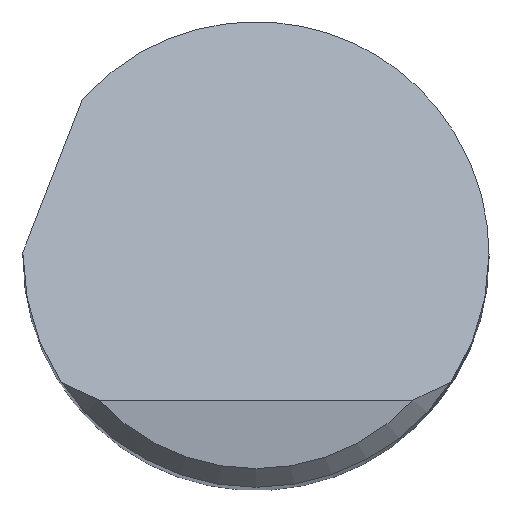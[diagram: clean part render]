
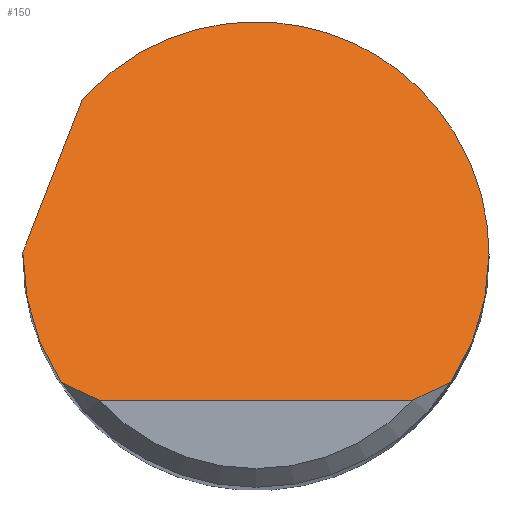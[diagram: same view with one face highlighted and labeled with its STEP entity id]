
A CAD part, top view. The second image highlights one B-rep face of the part: STEP entity #150.
In plain terms, the highlighted planar face has unit normal (0, 0.707, 0.707).
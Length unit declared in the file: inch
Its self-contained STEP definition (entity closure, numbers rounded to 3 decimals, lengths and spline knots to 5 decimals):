
#2 = CARTESIAN_POINT ( 'NONE',  ( -0.1875, 0., 1.8825 ) ) ;
#12 = DIRECTION ( 'NONE',  ( 0., 0.707, -0.707 ) ) ;
#17 = B_SPLINE_CURVE_WITH_KNOTS ( 'NONE', 3,
 ( #102, #807, #739, #89 ),
 .UNSPECIFIED., .F., .F.,
 ( 4, 4 ),
 ( 0., 0.00095 ),
 .UNSPECIFIED. ) ;
#22 = ORIENTED_EDGE ( 'NONE', *, *, #511, .T. ) ;
#25 = CARTESIAN_POINT ( 'NONE',  ( 0.157, -0.1025, 1.985 ) ) ;
#28 = VECTOR ( 'NONE', #651, 39.37008 ) ;
#56 = CARTESIAN_POINT ( 'NONE',  ( -0.14711, -0.10785, 1.99035 ) ) ;
#77 = FACE_OUTER_BOUND ( 'NONE', #674, .T. ) ;
#82 =( BOUNDED_CURVE ( )  B_SPLINE_CURVE ( 3, ( #803, #285, #406, #421 ),
 .UNSPECIFIED., .F., .F. ) 
 B_SPLINE_CURVE_WITH_KNOTS ( ( 4, 4 ),
 ( 4.13401, 4.71239 ),
 .UNSPECIFIED. ) 
 CURVE ( )  GEOMETRIC_REPRESENTATION_ITEM ( )  RATIONAL_B_SPLINE_CURVE ( ( 1., 0.972, 0.972, 1. ) ) 
 REPRESENTATION_ITEM ( '' )  );
#88 = CARTESIAN_POINT ( 'NONE',  ( 0.1875, -0.03666, 1.91916 ) ) ;
#89 = CARTESIAN_POINT ( 'NONE',  ( 0.157, -0.1025, 1.985 ) ) ;
#90 = EDGE_CURVE ( 'NONE', #788, #212, #166, .T. ) ;
#102 = CARTESIAN_POINT ( 'NONE',  ( 0.12629, -0.1175, 2. ) ) ;
#142 = B_SPLINE_CURVE_WITH_KNOTS ( 'NONE', 3,
 ( #636, #56, #563, #559 ),
 .UNSPECIFIED., .F., .F.,
 ( 4, 4 ),
 ( 0., 0.00095 ),
 .UNSPECIFIED. ) ;
#150 = ADVANCED_FACE ( 'NONE', ( #77 ), #592, .F. ) ;
#166 =( BOUNDED_CURVE ( )  B_SPLINE_CURVE ( 3, ( #2, #703, #186, #715 ),
 .UNSPECIFIED., .F., .F. ) 
 B_SPLINE_CURVE_WITH_KNOTS ( ( 4, 4 ),
 ( 4.71239, 4.72306 ),
 .UNSPECIFIED. ) 
 CURVE ( )  GEOMETRIC_REPRESENTATION_ITEM ( )  RATIONAL_B_SPLINE_CURVE ( ( 1., 1., 1., 1. ) ) 
 REPRESENTATION_ITEM ( '' )  );
#176 = AXIS2_PLACEMENT_3D ( 'NONE', #213, #601, #12 ) ;
#186 = CARTESIAN_POINT ( 'NONE',  ( -0.1875, 0.00133, 1.88117 ) ) ;
#203 = CARTESIAN_POINT ( 'NONE',  ( 0.157, -0.1025, 1.985 ) ) ;
#208 = LINE ( 'NONE', #535, #662 ) ;
#212 = VERTEX_POINT ( 'NONE', #521 ) ;
#213 = CARTESIAN_POINT ( 'NONE',  ( -0.1875, -0.1175, 2. ) ) ;
#217 = VERTEX_POINT ( 'NONE', #203 ) ;
#223 = CARTESIAN_POINT ( 'NONE',  ( -0.12629, -0.1175, 2. ) ) ;
#256 = CARTESIAN_POINT ( 'NONE',  ( 0.1875, 0., 1.8825 ) ) ;
#285 = CARTESIAN_POINT ( 'NONE',  ( -0.17704, -0.0718, 1.9543 ) ) ;
#311 = EDGE_CURVE ( 'NONE', #760, #505, #381, .T. ) ;
#326 = CARTESIAN_POINT ( 'NONE',  ( 0.1875, 0.20437, 1.67813 ) ) ;
#335 = CARTESIAN_POINT ( 'NONE',  ( 0.17704, -0.0718, 1.9543 ) ) ;
#346 = EDGE_CURVE ( 'NONE', #736, #788, #82, .T. ) ;
#372 = CARTESIAN_POINT ( 'NONE',  ( 0.12629, -0.1175, 2. ) ) ;
#375 = EDGE_CURVE ( 'NONE', #505, #217, #17, .T. ) ;
#381 = LINE ( 'NONE', #387, #28 ) ;
#387 = CARTESIAN_POINT ( 'NONE',  ( 0., -0.1175, 2. ) ) ;
#404 = ORIENTED_EDGE ( 'NONE', *, *, #375, .T. ) ;
#406 = CARTESIAN_POINT ( 'NONE',  ( -0.1875, -0.03666, 1.91916 ) ) ;
#419 = CARTESIAN_POINT ( 'NONE',  ( -0.13971, 0.12505, 1.75745 ) ) ;
#421 = CARTESIAN_POINT ( 'NONE',  ( -0.1875, 0., 1.8825 ) ) ;
#433 = VERTEX_POINT ( 'NONE', #759 ) ;
#440 = CARTESIAN_POINT ( 'NONE',  ( -0.1875, 0., 1.8825 ) ) ;
#466 = ORIENTED_EDGE ( 'NONE', *, *, #90, .F. ) ;
#477 = CARTESIAN_POINT ( 'NONE',  ( -0.157, -0.1025, 1.985 ) ) ;
#505 = VERTEX_POINT ( 'NONE', #372 ) ;
#511 = EDGE_CURVE ( 'NONE', #736, #760, #142, .T. ) ;
#520 = ORIENTED_EDGE ( 'NONE', *, *, #346, .F. ) ;
#521 = CARTESIAN_POINT ( 'NONE',  ( -0.18749, 0.002, 1.8805 ) ) ;
#535 = CARTESIAN_POINT ( 'NONE',  ( -0.23064, -0.10912, 1.99162 ) ) ;
#559 = CARTESIAN_POINT ( 'NONE',  ( -0.12629, -0.1175, 2. ) ) ;
#563 = CARTESIAN_POINT ( 'NONE',  ( -0.1369, -0.11288, 1.99538 ) ) ;
#577 = EDGE_CURVE ( 'NONE', #668, #433, #747, .T. ) ;
#592 = PLANE ( 'NONE',  #176 ) ;
#599 = ORIENTED_EDGE ( 'NONE', *, *, #311, .T. ) ;
#601 = DIRECTION ( 'NONE',  ( 0., -0.707, -0.707 ) ) ;
#636 = CARTESIAN_POINT ( 'NONE',  ( -0.157, -0.1025, 1.985 ) ) ;
#651 = DIRECTION ( 'NONE',  ( 1., 0., 0. ) ) ;
#652 = EDGE_CURVE ( 'NONE', #212, #668, #208, .T. ) ;
#655 = CARTESIAN_POINT ( 'NONE',  ( -0.13971, 0.12505, 1.75745 ) ) ;
#662 = VECTOR ( 'NONE', #733, 39.37008 ) ;
#668 = VERTEX_POINT ( 'NONE', #419 ) ;
#671 = CARTESIAN_POINT ( 'NONE',  ( 0.1875, 0., 1.8825 ) ) ;
#674 = EDGE_LOOP ( 'NONE', ( #599, #404, #777, #805, #781, #466, #520, #22 ) ) ;
#703 = CARTESIAN_POINT ( 'NONE',  ( -0.1875, 0.00067, 1.88183 ) ) ;
#715 = CARTESIAN_POINT ( 'NONE',  ( -0.18749, 0.002, 1.8805 ) ) ;
#730 = EDGE_CURVE ( 'NONE', #433, #217, #831, .T. ) ;
#733 = DIRECTION ( 'NONE',  ( 0.265, 0.682, -0.682 ) ) ;
#736 = VERTEX_POINT ( 'NONE', #477 ) ;
#739 = CARTESIAN_POINT ( 'NONE',  ( 0.14711, -0.10785, 1.99035 ) ) ;
#747 =( BOUNDED_CURVE ( )  B_SPLINE_CURVE ( 3, ( #655, #778, #326, #256 ),
 .UNSPECIFIED., .F., .T. ) 
 B_SPLINE_CURVE_WITH_KNOTS ( ( 4, 4 ),
 ( 5.44247, 7.85398 ),
 .UNSPECIFIED. ) 
 CURVE ( )  GEOMETRIC_REPRESENTATION_ITEM ( )  RATIONAL_B_SPLINE_CURVE ( ( 1., 0.571, 0.571, 1. ) ) 
 REPRESENTATION_ITEM ( '' )  );
#759 = CARTESIAN_POINT ( 'NONE',  ( 0.1875, 0., 1.8825 ) ) ;
#760 = VERTEX_POINT ( 'NONE', #223 ) ;
#777 = ORIENTED_EDGE ( 'NONE', *, *, #730, .F. ) ;
#778 = CARTESIAN_POINT ( 'NONE',  ( -0.00341, 0.27733, 1.60517 ) ) ;
#781 = ORIENTED_EDGE ( 'NONE', *, *, #652, .F. ) ;
#788 = VERTEX_POINT ( 'NONE', #440 ) ;
#803 = CARTESIAN_POINT ( 'NONE',  ( -0.157, -0.1025, 1.985 ) ) ;
#805 = ORIENTED_EDGE ( 'NONE', *, *, #577, .F. ) ;
#807 = CARTESIAN_POINT ( 'NONE',  ( 0.1369, -0.11288, 1.99538 ) ) ;
#831 =( BOUNDED_CURVE ( )  B_SPLINE_CURVE ( 3, ( #671, #88, #335, #25 ),
 .UNSPECIFIED., .F., .F. ) 
 B_SPLINE_CURVE_WITH_KNOTS ( ( 4, 4 ),
 ( 1.5708, 2.14917 ),
 .UNSPECIFIED. ) 
 CURVE ( )  GEOMETRIC_REPRESENTATION_ITEM ( )  RATIONAL_B_SPLINE_CURVE ( ( 1., 0.972, 0.972, 1. ) ) 
 REPRESENTATION_ITEM ( '' )  );
